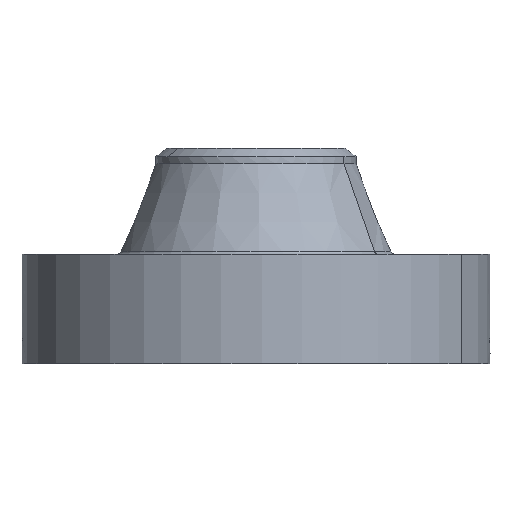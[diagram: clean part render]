
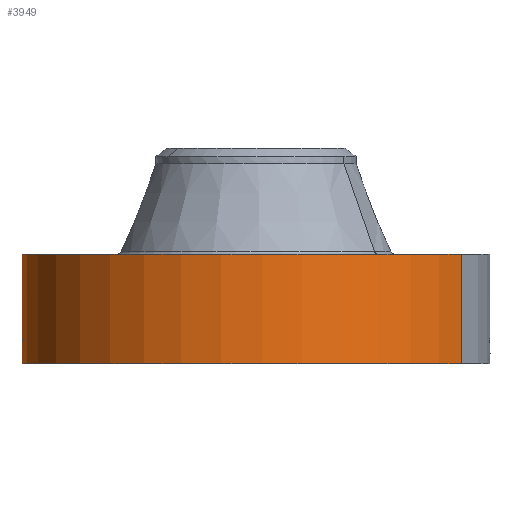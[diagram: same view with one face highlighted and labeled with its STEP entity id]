
A CAD part, left-side view. The second image highlights one B-rep face of the part: STEP entity #3949.
In plain terms, the highlighted cylindrical face has radius 196.85 mm (diameter 393.7 mm), a partial arc.
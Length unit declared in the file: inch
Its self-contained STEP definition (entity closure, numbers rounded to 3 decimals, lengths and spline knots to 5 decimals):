
#2927=AXIS2_PLACEMENT_3D('Circle Axis2P3D',#2925,#2926,$) ;
#3835=AXIS2_PLACEMENT_3D('Cylinder Axis2P3D',#3832,#3833,#3834) ;
#3839=AXIS2_PLACEMENT_3D('Circle Axis2P3D',#3837,#3838,$) ;
#2920=CARTESIAN_POINT('Vertex',(3.71555,6.80126,3.625)) ;
#2922=CARTESIAN_POINT('Vertex',(-3.71555,-6.80126,3.625)) ;
#2925=CARTESIAN_POINT('Axis2P3D Location',(0.,0.,3.625)) ;
#3832=CARTESIAN_POINT('Axis2P3D Location',(0.,0.,3.5625)) ;
#3837=CARTESIAN_POINT('Axis2P3D Location',(0.,0.,0.)) ;
#3841=CARTESIAN_POINT('Vertex',(-3.71555,-6.80126,0.)) ;
#3843=CARTESIAN_POINT('Vertex',(3.71555,6.80126,0.)) ;
#3846=CARTESIAN_POINT('Line Origine',(-3.71555,-6.80126,1.8125)) ;
#3851=CARTESIAN_POINT('Line Origine',(3.71555,6.80126,1.8125)) ;
#3863=CARTESIAN_POINT('Control Point',(-0.05911,7.74977,1.09914)) ;
#3864=CARTESIAN_POINT('Control Point',(-0.03983,7.74992,1.10241)) ;
#3865=CARTESIAN_POINT('Control Point',(-0.02027,7.75,1.10408)) ;
#3866=CARTESIAN_POINT('Control Point',(-0.00072,7.75,1.10412)) ;
#3867=CARTESIAN_POINT('Vertex',(-0.05909,7.74977,1.09915)) ;
#3869=CARTESIAN_POINT('Vertex',(-0.00072,7.75,1.10412)) ;
#3873=CARTESIAN_POINT('Control Point',(-0.05909,7.74977,1.09915)) ;
#3874=CARTESIAN_POINT('Control Point',(-0.09812,7.74948,1.09418)) ;
#3875=CARTESIAN_POINT('Control Point',(-0.13635,7.74888,1.08211)) ;
#3876=CARTESIAN_POINT('Control Point',(-0.17143,7.7481,1.06384)) ;
#3877=CARTESIAN_POINT('Vertex',(-0.17143,7.7481,1.06384)) ;
#3881=CARTESIAN_POINT('Control Point',(-0.03005,7.74994,0.34112)) ;
#3882=CARTESIAN_POINT('Control Point',(-0.0861,7.74972,0.34826)) ;
#3883=CARTESIAN_POINT('Control Point',(-0.14054,7.74901,0.36588)) ;
#3884=CARTESIAN_POINT('Control Point',(-0.1906,7.74786,0.39345)) ;
#3885=CARTESIAN_POINT('Control Point',(-0.27995,7.74517,0.46638)) ;
#3886=CARTESIAN_POINT('Control Point',(-0.33747,7.74271,0.56455)) ;
#3887=CARTESIAN_POINT('Control Point',(-0.3573,7.74177,0.61915)) ;
#3888=CARTESIAN_POINT('Control Point',(-0.37279,7.74103,0.70845)) ;
#3889=CARTESIAN_POINT('Control Point',(-0.36345,7.74147,0.79693)) ;
#3890=CARTESIAN_POINT('Control Point',(-0.35669,7.74179,0.82886)) ;
#3891=CARTESIAN_POINT('Control Point',(-0.33158,7.74295,0.90645)) ;
#3892=CARTESIAN_POINT('Control Point',(-0.2869,7.74477,0.97502)) ;
#3893=CARTESIAN_POINT('Control Point',(-0.25346,7.74599,1.01147)) ;
#3894=CARTESIAN_POINT('Control Point',(-0.21439,7.74715,1.04148)) ;
#3895=CARTESIAN_POINT('Control Point',(-0.17143,7.7481,1.06384)) ;
#3896=CARTESIAN_POINT('Vertex',(-0.03005,7.74994,0.34112)) ;
#3900=CARTESIAN_POINT('Control Point',(-0.03005,7.74994,0.34112)) ;
#3901=CARTESIAN_POINT('Control Point',(-0.02003,7.74998,0.34086)) ;
#3902=CARTESIAN_POINT('Control Point',(-0.01,7.75,0.34095)) ;
#3903=CARTESIAN_POINT('Control Point',(0.,7.75,0.34137)) ;
#3904=CARTESIAN_POINT('Vertex',(0.,7.75,0.34137)) ;
#3908=CARTESIAN_POINT('Control Point',(0.19348,7.74758,0.39584)) ;
#3909=CARTESIAN_POINT('Control Point',(0.14934,7.74869,0.37112)) ;
#3910=CARTESIAN_POINT('Control Point',(0.10119,7.74955,0.35346)) ;
#3911=CARTESIAN_POINT('Control Point',(0.05083,7.75,0.34353)) ;
#3912=CARTESIAN_POINT('Control Point',(0.,7.75,0.34137)) ;
#3913=CARTESIAN_POINT('Vertex',(0.19348,7.74758,0.39584)) ;
#3917=CARTESIAN_POINT('Control Point',(0.19348,7.74758,0.39584)) ;
#3918=CARTESIAN_POINT('Control Point',(0.22265,7.74686,0.41217)) ;
#3919=CARTESIAN_POINT('Control Point',(0.25018,7.74603,0.43139)) ;
#3920=CARTESIAN_POINT('Control Point',(0.27568,7.74515,0.45334)) ;
#3921=CARTESIAN_POINT('Control Point',(0.34291,7.74257,0.52464)) ;
#3922=CARTESIAN_POINT('Control Point',(0.38612,7.74042,0.6141)) ;
#3923=CARTESIAN_POINT('Control Point',(0.40152,7.73958,0.67835)) ;
#3924=CARTESIAN_POINT('Control Point',(0.40282,7.73955,0.79253)) ;
#3925=CARTESIAN_POINT('Control Point',(0.36305,7.74152,0.89722)) ;
#3926=CARTESIAN_POINT('Control Point',(0.33893,7.74266,0.93866)) ;
#3927=CARTESIAN_POINT('Control Point',(0.26984,7.74555,1.02321)) ;
#3928=CARTESIAN_POINT('Control Point',(0.17647,7.74828,1.07837)) ;
#3929=CARTESIAN_POINT('Control Point',(0.11868,7.74944,1.0985)) ;
#3930=CARTESIAN_POINT('Control Point',(0.05889,7.75,1.10704)) ;
#3931=CARTESIAN_POINT('Control Point',(-0.00003,7.75,1.10415)) ;
#3932=CARTESIAN_POINT('Vertex',(-0.00003,7.75,1.10415)) ;
#3936=CARTESIAN_POINT('Control Point',(-0.00072,7.75,1.10412)) ;
#3937=CARTESIAN_POINT('Control Point',(-0.00037,7.75,1.10414)) ;
#3938=CARTESIAN_POINT('Control Point',(-0.00003,7.75,1.10415)) ;
#2926=DIRECTION('Axis2P3D Direction',(0.,0.,-0.039)) ;
#3833=DIRECTION('Axis2P3D Direction',(0.,0.,-0.039)) ;
#3834=DIRECTION('Axis2P3D XDirection',(0.019,0.035,0.)) ;
#3838=DIRECTION('Axis2P3D Direction',(0.,0.,-0.039)) ;
#3847=DIRECTION('Vector Direction',(0.,0.,-0.039)) ;
#3852=DIRECTION('Vector Direction',(0.,0.,-0.039)) ;
#3848=VECTOR('Line Direction',#3847,0.03937) ;
#3853=VECTOR('Line Direction',#3852,0.03937) ;
#3857=ORIENTED_EDGE('',*,*,#3845,.F.) ;
#3858=ORIENTED_EDGE('',*,*,#3850,.T.) ;
#3859=ORIENTED_EDGE('',*,*,#2929,.T.) ;
#3860=ORIENTED_EDGE('',*,*,#3855,.F.) ;
#3941=ORIENTED_EDGE('',*,*,#3871,.F.) ;
#3942=ORIENTED_EDGE('',*,*,#3879,.T.) ;
#3943=ORIENTED_EDGE('',*,*,#3898,.F.) ;
#3944=ORIENTED_EDGE('',*,*,#3906,.T.) ;
#3945=ORIENTED_EDGE('',*,*,#3915,.F.) ;
#3946=ORIENTED_EDGE('',*,*,#3934,.T.) ;
#3947=ORIENTED_EDGE('',*,*,#3939,.F.) ;
#3948=FACE_BOUND('',#3940,.T.) ;
#3949=ADVANCED_FACE('PartBody',(#3861,#3948),#3836,.T.) ;
#3862=B_SPLINE_CURVE_WITH_KNOTS('',3,(#3863,#3864,#3865,#3866),.UNSPECIFIED.,.F.,.U.,(4,4),(4.35177,6.52143),.UNSPECIFIED.) ;
#3872=B_SPLINE_CURVE_WITH_KNOTS('',3,(#3873,#3874,#3875,#3876),.UNSPECIFIED.,.F.,.U.,(4,4),(0.,4.42009),.UNSPECIFIED.) ;
#3880=B_SPLINE_CURVE_WITH_KNOTS('',5,(#3881,#3882,#3883,#3884,#3885,#3886,#3887,#3888,#3889,#3890,#3891,#3892,#3893,#3894,#3895),.UNSPECIFIED.,.F.,.U.,(6,3,3,3,6),(0.,9.81852,20.13369,26.11613,35.13589),.UNSPECIFIED.) ;
#3899=B_SPLINE_CURVE_WITH_KNOTS('',3,(#3900,#3901,#3902,#3903),.UNSPECIFIED.,.F.,.U.,(4,4),(0.,1.04555),.UNSPECIFIED.) ;
#3907=B_SPLINE_CURVE_WITH_KNOTS('',4,(#3908,#3909,#3910,#3911,#3912),.UNSPECIFIED.,.F.,.U.,(5,5),(0.,7.08297),.UNSPECIFIED.) ;
#3916=B_SPLINE_CURVE_WITH_KNOTS('',5,(#3917,#3918,#3919,#3920,#3921,#3922,#3923,#3924,#3925,#3926,#3927,#3928,#3929,#3930,#3931),.UNSPECIFIED.,.F.,.U.,(6,3,3,3,6),(0.,5.84994,17.0731,25.50425,36.51668),.UNSPECIFIED.) ;
#3935=B_SPLINE_CURVE_WITH_KNOTS('',2,(#3936,#3937,#3938),.UNSPECIFIED.,.F.,.U.,(3,3),(1.0542,1.08001),.UNSPECIFIED.) ;
#2928=CIRCLE('generated circle',#2927,7.75) ;
#3840=CIRCLE('generated circle',#3839,7.75) ;
#3836=CYLINDRICAL_SURFACE('generated cylinder',#3835,7.75) ;
#2929=EDGE_CURVE('',#2923,#2921,#2928,.T.) ;
#3845=EDGE_CURVE('',#3842,#3844,#3840,.T.) ;
#3850=EDGE_CURVE('',#3842,#2923,#3849,.F.) ;
#3855=EDGE_CURVE('',#3844,#2921,#3854,.F.) ;
#3871=EDGE_CURVE('',#3868,#3870,#3862,.T.) ;
#3879=EDGE_CURVE('',#3868,#3878,#3872,.T.) ;
#3898=EDGE_CURVE('',#3897,#3878,#3880,.T.) ;
#3906=EDGE_CURVE('',#3897,#3905,#3899,.T.) ;
#3915=EDGE_CURVE('',#3914,#3905,#3907,.T.) ;
#3934=EDGE_CURVE('',#3914,#3933,#3916,.T.) ;
#3939=EDGE_CURVE('',#3870,#3933,#3935,.T.) ;
#3856=EDGE_LOOP('',(#3857,#3858,#3859,#3860)) ;
#3940=EDGE_LOOP('',(#3941,#3942,#3943,#3944,#3945,#3946,#3947)) ;
#3861=FACE_OUTER_BOUND('',#3856,.T.) ;
#3849=LINE('Line',#3846,#3848) ;
#3854=LINE('Line',#3851,#3853) ;
#2921=VERTEX_POINT('',#2920) ;
#2923=VERTEX_POINT('',#2922) ;
#3842=VERTEX_POINT('',#3841) ;
#3844=VERTEX_POINT('',#3843) ;
#3868=VERTEX_POINT('',#3867) ;
#3870=VERTEX_POINT('',#3869) ;
#3878=VERTEX_POINT('',#3877) ;
#3897=VERTEX_POINT('',#3896) ;
#3905=VERTEX_POINT('',#3904) ;
#3914=VERTEX_POINT('',#3913) ;
#3933=VERTEX_POINT('',#3932) ;
